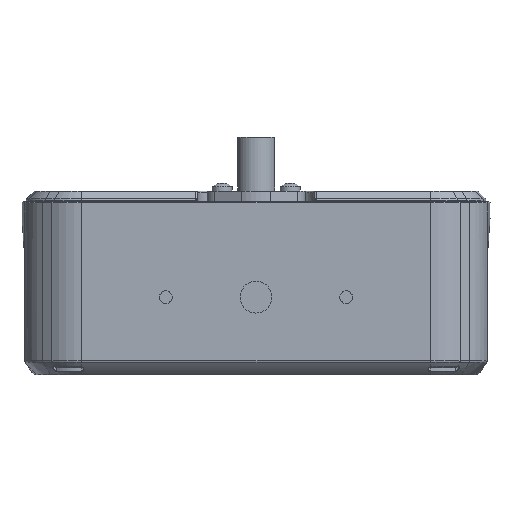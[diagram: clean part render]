
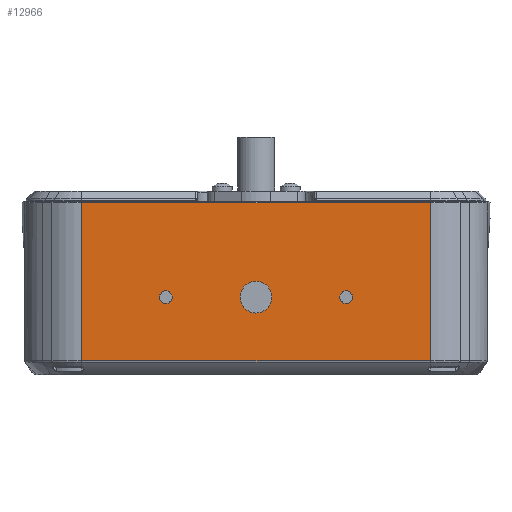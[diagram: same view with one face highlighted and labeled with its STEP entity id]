
A CAD part, front view. The second image highlights one B-rep face of the part: STEP entity #12966.
In plain terms, the highlighted planar face has unit normal (0, -1, 0).
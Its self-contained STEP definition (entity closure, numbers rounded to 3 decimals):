
#161=FACE_BOUND('',#1845,.T.);
#162=FACE_BOUND('',#1846,.T.);
#163=FACE_BOUND('',#1847,.T.);
#1045=FACE_OUTER_BOUND('',#1844,.T.);
#1844=EDGE_LOOP('',(#9776,#9777,#9778,#9779));
#1845=EDGE_LOOP('',(#9780));
#1846=EDGE_LOOP('',(#9781));
#1847=EDGE_LOOP('',(#9782));
#2528=LINE('',#20286,#3419);
#2555=LINE('',#20538,#3446);
#2557=LINE('',#20544,#3448);
#2575=LINE('',#21485,#3466);
#3419=VECTOR('',#15461,1000.);
#3446=VECTOR('',#15540,1000.);
#3448=VECTOR('',#15546,1000.);
#3466=VECTOR('',#15670,1000.);
#4213=CIRCLE('',#13595,1.25);
#4214=CIRCLE('',#13597,1.25);
#4215=CIRCLE('',#13599,3.17);
#5222=VERTEX_POINT('',#18855);
#5223=VERTEX_POINT('',#18859);
#5224=VERTEX_POINT('',#18863);
#5385=VERTEX_POINT('',#20281);
#5386=VERTEX_POINT('',#20285);
#5413=VERTEX_POINT('',#20537);
#5415=VERTEX_POINT('',#20543);
#6497=EDGE_CURVE('',#5222,#5222,#4213,.T.);
#6499=EDGE_CURVE('',#5223,#5223,#4214,.T.);
#6501=EDGE_CURVE('',#5224,#5224,#4215,.T.);
#6716=EDGE_CURVE('',#5386,#5385,#2528,.T.);
#6758=EDGE_CURVE('',#5385,#5413,#2555,.T.);
#6761=EDGE_CURVE('',#5415,#5386,#2557,.T.);
#6831=EDGE_CURVE('',#5413,#5415,#2575,.T.);
#9776=ORIENTED_EDGE('',*,*,#6831,.T.);
#9777=ORIENTED_EDGE('',*,*,#6761,.T.);
#9778=ORIENTED_EDGE('',*,*,#6716,.T.);
#9779=ORIENTED_EDGE('',*,*,#6758,.T.);
#9780=ORIENTED_EDGE('',*,*,#6501,.F.);
#9781=ORIENTED_EDGE('',*,*,#6499,.F.);
#9782=ORIENTED_EDGE('',*,*,#6497,.F.);
#12472=PLANE('',#14037);
#12966=ADVANCED_FACE('',(#1045,#161,#162,#163),#12472,.T.);
#13595=AXIS2_PLACEMENT_3D('',#18857,#15075,#15076);
#13597=AXIS2_PLACEMENT_3D('',#18861,#15080,#15081);
#13599=AXIS2_PLACEMENT_3D('',#18865,#15085,#15086);
#14037=AXIS2_PLACEMENT_3D('',#27366,#16137,#16138);
#15075=DIRECTION('center_axis',(0.,-1.,0.));
#15076=DIRECTION('ref_axis',(1.,0.,0.));
#15080=DIRECTION('center_axis',(0.,-1.,0.));
#15081=DIRECTION('ref_axis',(1.,0.,0.));
#15085=DIRECTION('center_axis',(0.,-1.,0.));
#15086=DIRECTION('ref_axis',(1.,0.,0.));
#15461=DIRECTION('',(-1.,0.,0.));
#15540=DIRECTION('',(0.,0.,-1.));
#15546=DIRECTION('',(0.,0.,1.));
#15670=DIRECTION('',(1.,0.,0.));
#16137=DIRECTION('center_axis',(0.,-1.,0.));
#16138=DIRECTION('ref_axis',(0.,0.,1.));
#18855=CARTESIAN_POINT('',(31.825,-6.67,-15.536));
#18857=CARTESIAN_POINT('Origin',(30.575,-6.67,-15.536));
#18859=CARTESIAN_POINT('',(-4.156,-6.67,-15.536));
#18861=CARTESIAN_POINT('Origin',(-5.406,-6.67,-15.536));
#18863=CARTESIAN_POINT('',(15.754,-6.67,-15.536));
#18865=CARTESIAN_POINT('Origin',(12.584,-6.67,-15.536));
#20281=CARTESIAN_POINT('',(-22.251,-6.67,3.347));
#20285=CARTESIAN_POINT('',(47.419,-6.67,3.347));
#20286=CARTESIAN_POINT('',(-95.647,-6.67,3.347));
#20537=CARTESIAN_POINT('',(-22.251,-6.67,-28.214));
#20538=CARTESIAN_POINT('',(-22.251,-6.67,2.249));
#20543=CARTESIAN_POINT('',(47.419,-6.67,-28.214));
#20544=CARTESIAN_POINT('',(47.419,-6.67,2.249));
#21485=CARTESIAN_POINT('',(-95.647,-6.67,-28.214));
#27366=CARTESIAN_POINT('Origin',(12.584,-6.67,-12.433));
